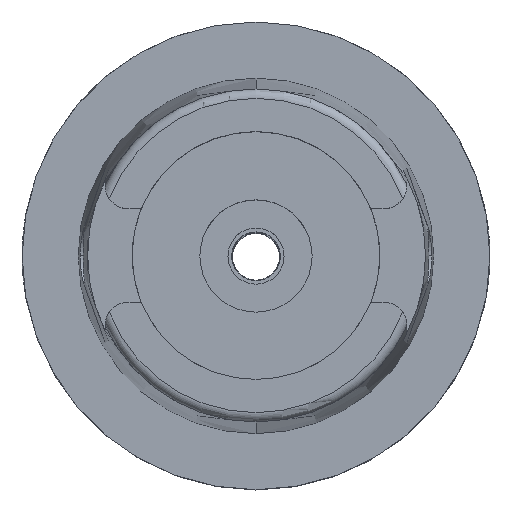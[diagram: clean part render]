
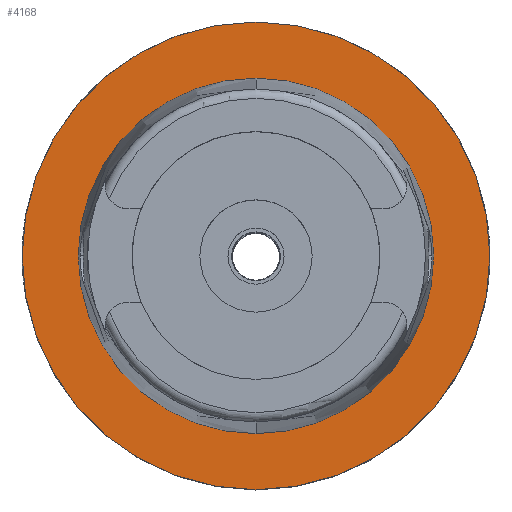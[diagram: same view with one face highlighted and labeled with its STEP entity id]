
A CAD part, top view. The second image highlights one B-rep face of the part: STEP entity #4168.
In plain terms, the highlighted planar face has unit normal (0, 0, 1).
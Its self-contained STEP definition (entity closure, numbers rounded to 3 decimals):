
#2065=CARTESIAN_POINT('',(0.,0.,0.));
#2066=DIRECTION('',(0.,0.,-1.));
#2067=DIRECTION('',(0.,-1.,0.));
#2068=AXIS2_PLACEMENT_3D('',#2065,#2066,#2067);
#2073=CARTESIAN_POINT('',(0.,0.,0.));
#2074=DIRECTION('',(0.,0.,-1.));
#2075=DIRECTION('',(0.,1.,0.));
#2076=AXIS2_PLACEMENT_3D('',#2073,#2074,#2075);
#2081=CARTESIAN_POINT('',(0.,0.,0.));
#2082=DIRECTION('',(0.,0.,1.));
#2083=DIRECTION('',(0.,-1.,0.));
#2084=AXIS2_PLACEMENT_3D('',#2081,#2082,#2083);
#2089=CARTESIAN_POINT('',(0.,0.,0.));
#2090=DIRECTION('',(0.,0.,1.));
#2091=DIRECTION('',(0.,1.,0.));
#2092=AXIS2_PLACEMENT_3D('',#2089,#2090,#2091);
#2389=CARTESIAN_POINT('',(0.,-38.,0.));
#2390=VERTEX_POINT('',#2389);
#2391=CARTESIAN_POINT('',(0.,38.,0.));
#2392=VERTEX_POINT('',#2391);
#2646=CARTESIAN_POINT('',(0.,50.,0.));
#2647=VERTEX_POINT('',#2646);
#2648=CARTESIAN_POINT('',(0.,-50.,0.));
#2649=VERTEX_POINT('',#2648);
#4155=CARTESIAN_POINT('',(0.,0.,0.));
#4156=DIRECTION('',(0.,0.,1.));
#4157=DIRECTION('',(0.,1.,0.));
#4158=AXIS2_PLACEMENT_3D('',#4155,#4156,#4157);
#4159=PLANE('',#4158);
#4160=ORIENTED_EDGE('',*,*,#3920,.T.);
#4161=ORIENTED_EDGE('',*,*,#4029,.T.);
#4162=EDGE_LOOP('',(#4160,#4161));
#4163=FACE_OUTER_BOUND('',#4162,.F.);
#4164=ORIENTED_EDGE('',*,*,#2884,.T.);
#4165=ORIENTED_EDGE('',*,*,#2855,.T.);
#4166=EDGE_LOOP('',(#4164,#4165));
#4167=FACE_BOUND('',#4166,.F.);
#2069=CIRCLE('',#2068,50.);
#2077=CIRCLE('',#2076,50.);
#2085=CIRCLE('',#2084,38.);
#2093=CIRCLE('',#2092,38.);
#2855=EDGE_CURVE('',#2392,#2390,#2093,.T.);
#2884=EDGE_CURVE('',#2390,#2392,#2085,.T.);
#3920=EDGE_CURVE('',#2649,#2647,#2069,.T.);
#4029=EDGE_CURVE('',#2647,#2649,#2077,.T.);
#4168=ADVANCED_FACE('',(#4163,#4167),#4159,.T.);
